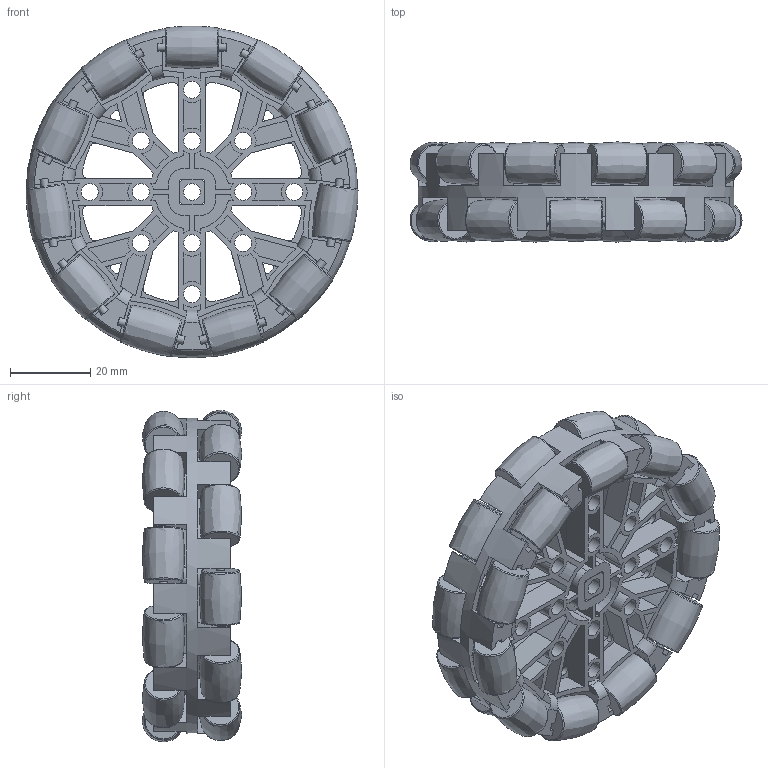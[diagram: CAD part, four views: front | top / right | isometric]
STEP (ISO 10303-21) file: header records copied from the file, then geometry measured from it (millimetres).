
FILE_DESCRIPTION(/* description */ (''),/* implementation_level */ '2;1');
FILE_NAME(/* name */ '3.25 Omni AS, Circle.step',/* time_stamp */ '2023-05-10T10:44:21-07:00',/* author */ (''),/* organization */ (''),/* preprocessor_version */ 'ST-DEVELOPER v19.2',/* originating_system */ 'Autodesk Translation Framework v12.4.0.73',/* authorisation */ '');
FILE_SCHEMA (('AUTOMOTIVE_DESIGN { 1 0 10303 214 3 1 1 }'));
Length unit declared in the file: millimetre
Products named in the file (27): 3.25 Omni AS, No Insert; 276-8026-001 Web; 276-8026-002 Web; 276-8026-002 Web (1); 276-8026-002 Web (2); 276-8026-002 Web (3); 276-8026-002 Web (4); 276-8026-002 Web (5); 276-8026-002 Web (6); 276-8026-002 Web (7); 276-8026-002 Web (8); 276-8026-002 Web (9); 276-8026-002 Web (10); 276-8026-002 Web (11); 276-8026-002 Web (12); 276-8026-002 Web (13); 276-8026-002 Web (14); 276-8026-002 Web (15); 276-8026-002 Web (16); 276-8026-002 Web (17); 276-8026-002 Web (18); 276-8026-002 Web (19); 276-8026-002 Web (20); 276-8026-002 Web (21); 276-3526-001 Web; 276-8026-003 Web; Round Bore HS Shaft Adapter
Assembly tree (68 placements, depth 3):
  3.25 Omni AS, No Insert
    276-8026-001 Web
    276-8026-002 Web
      276-3526-001 Web
      276-8026-003 Web
    276-8026-002 Web (1)
      276-3526-001 Web
      276-8026-003 Web
    276-8026-002 Web (2)
      276-3526-001 Web
      276-8026-003 Web
    276-8026-002 Web (3)
      276-3526-001 Web
      276-8026-003 Web
    276-8026-002 Web (4)
      276-3526-001 Web
      276-8026-003 Web
    276-8026-002 Web (5)
      276-3526-001 Web
      276-8026-003 Web
    276-8026-002 Web (6)
      276-3526-001 Web
      276-8026-003 Web
    276-8026-002 Web (7)
      276-3526-001 Web
      276-8026-003 Web
    276-8026-002 Web (8)
      276-3526-001 Web
      276-8026-003 Web
    276-8026-002 Web (9)
      276-3526-001 Web
      276-8026-003 Web
    276-8026-002 Web (10)
      276-3526-001 Web
      276-8026-003 Web
    276-8026-002 Web (11)
      276-3526-001 Web
      276-8026-003 Web
    276-8026-002 Web (12)
      276-3526-001 Web
      276-8026-003 Web
    276-8026-002 Web (13)
      276-3526-001 Web
      276-8026-003 Web
    276-8026-002 Web (14)
      276-3526-001 Web
      276-8026-003 Web
    276-8026-002 Web (15)
      276-3526-001 Web
      276-8026-003 Web
    276-8026-002 Web (16)
      276-3526-001 Web
      276-8026-003 Web
    276-8026-002 Web (17)
      276-3526-001 Web
      276-8026-003 Web
    276-8026-002 Web (18)
      276-3526-001 Web
      276-8026-003 Web
    276-8026-002 Web (19)
Bounding box: 82.54 x 24.79 x 82.54 mm (x, y, z)
Volume: 47396.8 mm3; surface area: 49956.9 mm2
Topology: 46 solids, 46 shells, 1484 faces, 4126 edges, 2666 vertices
Faces by surface type: plane 946, cylinder 450, torus 66, bspline 22
Full cylindrical faces by diameter (mm): 2 x44, 4.2 x13, 78.5 x1
Entity records: 44407 total; most frequent: CARTESIAN_POINT 7945, ORIENTED_EDGE 7664, DIRECTION 7588, EDGE_CURVE 3832, LINE 2766, VECTOR 2766, VERTEX_POINT 2477, AXIS2_PLACEMENT_3D 2411
